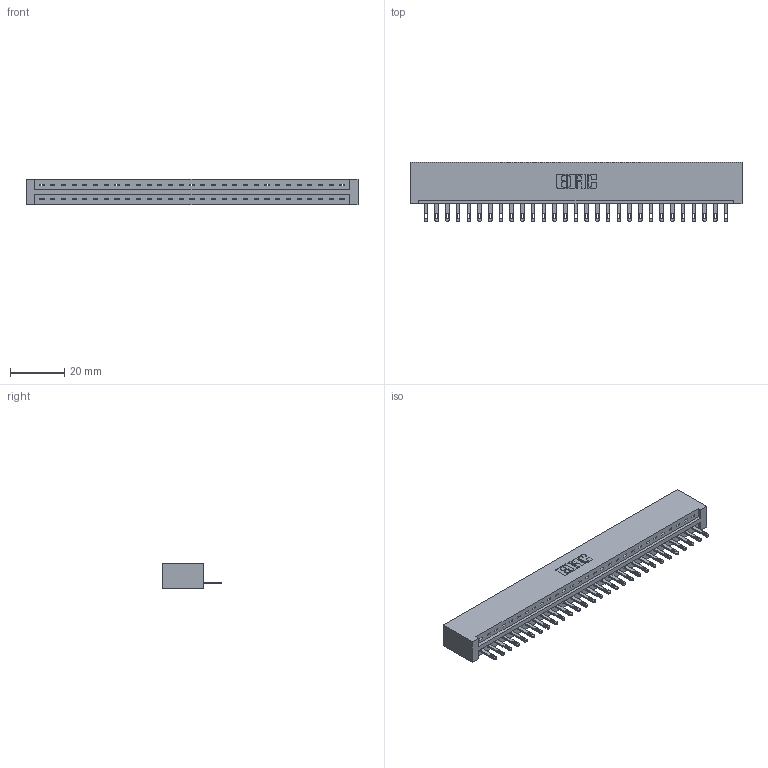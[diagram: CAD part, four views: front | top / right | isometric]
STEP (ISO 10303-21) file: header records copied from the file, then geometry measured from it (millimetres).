
FILE_DESCRIPTION (( 'STEP AP203' ), '1' );
FILE_NAME ('337-029-500-101.STEP', '2018-08-06T12:49:41', ( '' ), ( '' ), 'SwSTEP 2.0', 'SolidWorks 2016', '' );
FILE_SCHEMA (( 'CONFIG_CONTROL_DESIGN' ));
Length unit declared in the file: inch
Products named in the file (3): 337-029-500-101; 337 Part_No Mounting Lugs; 345-292-001_345-293-100
Assembly tree (30 placements, depth 2):
  337-029-500-101
    337 Part_No Mounting Lugs
    345-292-001_345-293-100  x29
Bounding box: 122.78 x 21.85 x 9.4 mm (x, y, z)
Volume: 13355.3 mm3; surface area: 13777.7 mm2
Topology: 30 solids, 30 shells, 1788 faces, 5507 edges, 3670 vertices
Faces by surface type: plane 1226, cylinder 562
Entity records: 22891 total; most frequent: CARTESIAN_POINT 3993, ORIENTED_EDGE 3958, DIRECTION 3381, EDGE_CURVE 1979, LINE 1855, VECTOR 1855, VERTEX_POINT 1318, AXIS2_PLACEMENT_3D 763
